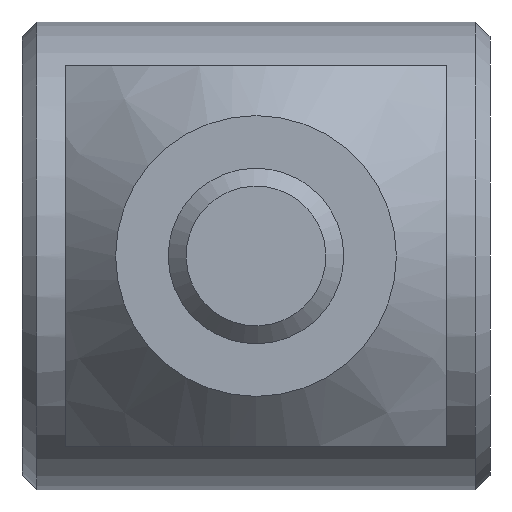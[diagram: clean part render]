
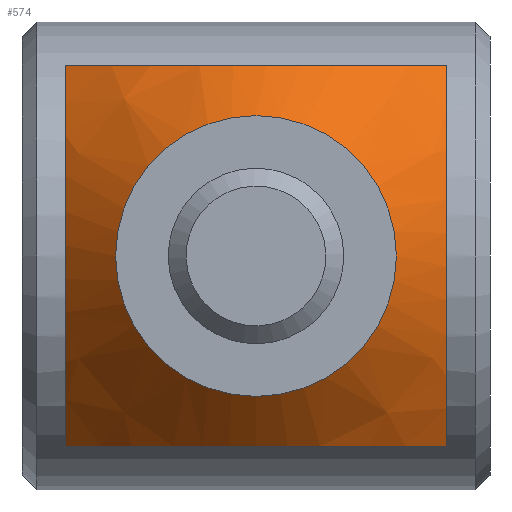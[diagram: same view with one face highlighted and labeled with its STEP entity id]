
A CAD part, front view. The second image highlights one B-rep face of the part: STEP entity #574.
In plain terms, the highlighted conical face has half-angle 45 degrees and reference radius 7.275 mm.
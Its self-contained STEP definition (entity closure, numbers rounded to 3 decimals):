
#24=(
BOUNDED_CURVE()
B_SPLINE_CURVE(2,(#1071,#1072,#1073),.UNSPECIFIED.,.F.,.F.)
B_SPLINE_CURVE_WITH_KNOTS((3,3),(0.059,0.796),
 .UNSPECIFIED.)
CURVE()
GEOMETRIC_REPRESENTATION_ITEM()
RATIONAL_B_SPLINE_CURVE((1.036,1.25,1.25))
REPRESENTATION_ITEM('')
);
#25=(
BOUNDED_CURVE()
B_SPLINE_CURVE(2,(#1075,#1076,#1077),.UNSPECIFIED.,.F.,.F.)
B_SPLINE_CURVE_WITH_KNOTS((3,3),(0.059,1.533),
 .UNSPECIFIED.)
CURVE()
GEOMETRIC_REPRESENTATION_ITEM()
RATIONAL_B_SPLINE_CURVE((1.036,1.464,1.036))
REPRESENTATION_ITEM('')
);
#26=(
BOUNDED_CURVE()
B_SPLINE_CURVE(2,(#1079,#1080,#1081),.UNSPECIFIED.,.F.,.F.)
B_SPLINE_CURVE_WITH_KNOTS((3,3),(0.059,1.533),
 .UNSPECIFIED.)
CURVE()
GEOMETRIC_REPRESENTATION_ITEM()
RATIONAL_B_SPLINE_CURVE((1.036,1.464,1.036))
REPRESENTATION_ITEM('')
);
#27=(
BOUNDED_CURVE()
B_SPLINE_CURVE(2,(#1083,#1084,#1085),.UNSPECIFIED.,.F.,.F.)
B_SPLINE_CURVE_WITH_KNOTS((3,3),(0.059,1.533),
 .UNSPECIFIED.)
CURVE()
GEOMETRIC_REPRESENTATION_ITEM()
RATIONAL_B_SPLINE_CURVE((1.036,1.464,1.036))
REPRESENTATION_ITEM('')
);
#28=(
BOUNDED_CURVE()
B_SPLINE_CURVE(2,(#1086,#1087,#1088),.UNSPECIFIED.,.F.,.F.)
B_SPLINE_CURVE_WITH_KNOTS((3,3),(0.796,1.533),
 .UNSPECIFIED.)
CURVE()
GEOMETRIC_REPRESENTATION_ITEM()
RATIONAL_B_SPLINE_CURVE((1.25,1.25,1.036))
REPRESENTATION_ITEM('')
);
#64=CONICAL_SURFACE('',#679,7.275,0.785);
#88=LINE('',#1069,#120);
#120=VECTOR('',#824,7.275);
#170=FACE_OUTER_BOUND('',#205,.T.);
#205=EDGE_LOOP('',(#497,#498,#499,#500,#501,#502,#503,#504,#505));
#241=CIRCLE('',#680,4.8);
#242=CIRCLE('',#681,4.8);
#287=VERTEX_POINT('',#1064);
#288=VERTEX_POINT('',#1065);
#289=VERTEX_POINT('',#1068);
#290=VERTEX_POINT('',#1070);
#291=VERTEX_POINT('',#1074);
#292=VERTEX_POINT('',#1078);
#293=VERTEX_POINT('',#1082);
#360=EDGE_CURVE('',#287,#288,#241,.T.);
#361=EDGE_CURVE('',#288,#287,#242,.T.);
#362=EDGE_CURVE('',#288,#289,#88,.T.);
#363=EDGE_CURVE('',#290,#289,#24,.T.);
#364=EDGE_CURVE('',#291,#290,#25,.T.);
#365=EDGE_CURVE('',#292,#291,#26,.T.);
#366=EDGE_CURVE('',#293,#292,#27,.T.);
#367=EDGE_CURVE('',#289,#293,#28,.T.);
#497=ORIENTED_EDGE('',*,*,#360,.F.);
#498=ORIENTED_EDGE('',*,*,#361,.F.);
#499=ORIENTED_EDGE('',*,*,#362,.T.);
#500=ORIENTED_EDGE('',*,*,#363,.F.);
#501=ORIENTED_EDGE('',*,*,#364,.F.);
#502=ORIENTED_EDGE('',*,*,#365,.F.);
#503=ORIENTED_EDGE('',*,*,#366,.F.);
#504=ORIENTED_EDGE('',*,*,#367,.F.);
#505=ORIENTED_EDGE('',*,*,#362,.F.);
#574=ADVANCED_FACE('',(#170),#64,.T.);
#679=AXIS2_PLACEMENT_3D('',#1063,#818,#819);
#680=AXIS2_PLACEMENT_3D('',#1066,#820,#821);
#681=AXIS2_PLACEMENT_3D('',#1067,#822,#823);
#818=DIRECTION('center_axis',(0.,1.,0.));
#819=DIRECTION('ref_axis',(0.,0.,1.));
#820=DIRECTION('center_axis',(0.,-1.,0.));
#821=DIRECTION('ref_axis',(0.,0.,1.));
#822=DIRECTION('center_axis',(0.,-1.,0.));
#823=DIRECTION('ref_axis',(0.,0.,1.));
#824=DIRECTION('',(0.,0.707,-0.707));
#1063=CARTESIAN_POINT('Origin',(-8.,-7.525,0.));
#1064=CARTESIAN_POINT('',(-8.,-10.,4.8));
#1065=CARTESIAN_POINT('',(-8.,-10.,-4.8));
#1066=CARTESIAN_POINT('Origin',(-8.,-10.,0.));
#1067=CARTESIAN_POINT('Origin',(-8.,-10.,0.));
#1068=CARTESIAN_POINT('',(-8.,-8.3,-6.5));
#1069=CARTESIAN_POINT('',(-8.,-7.525,-7.275));
#1070=CARTESIAN_POINT('',(-1.5,-5.608,-6.5));
#1071=CARTESIAN_POINT('Ctrl Pts',(-1.5,-5.608,-6.5));
#1072=CARTESIAN_POINT('Ctrl Pts',(-5.308,-8.3,-6.5));
#1073=CARTESIAN_POINT('Ctrl Pts',(-8.,-8.3,-6.5));
#1074=CARTESIAN_POINT('',(-1.5,-5.608,6.5));
#1075=CARTESIAN_POINT('Ctrl Pts',(-1.5,-5.608,6.5));
#1076=CARTESIAN_POINT('Ctrl Pts',(-1.5,-10.204,0.));
#1077=CARTESIAN_POINT('Ctrl Pts',(-1.5,-5.608,-6.5));
#1078=CARTESIAN_POINT('',(-14.5,-5.608,6.5));
#1079=CARTESIAN_POINT('Ctrl Pts',(-14.5,-5.608,6.5));
#1080=CARTESIAN_POINT('Ctrl Pts',(-8.,-10.204,6.5));
#1081=CARTESIAN_POINT('Ctrl Pts',(-1.5,-5.608,6.5));
#1082=CARTESIAN_POINT('',(-14.5,-5.608,-6.5));
#1083=CARTESIAN_POINT('Ctrl Pts',(-14.5,-5.608,-6.5));
#1084=CARTESIAN_POINT('Ctrl Pts',(-14.5,-10.204,0.));
#1085=CARTESIAN_POINT('Ctrl Pts',(-14.5,-5.608,6.5));
#1086=CARTESIAN_POINT('Ctrl Pts',(-8.,-8.3,-6.5));
#1087=CARTESIAN_POINT('Ctrl Pts',(-10.692,-8.3,-6.5));
#1088=CARTESIAN_POINT('Ctrl Pts',(-14.5,-5.608,-6.5));
